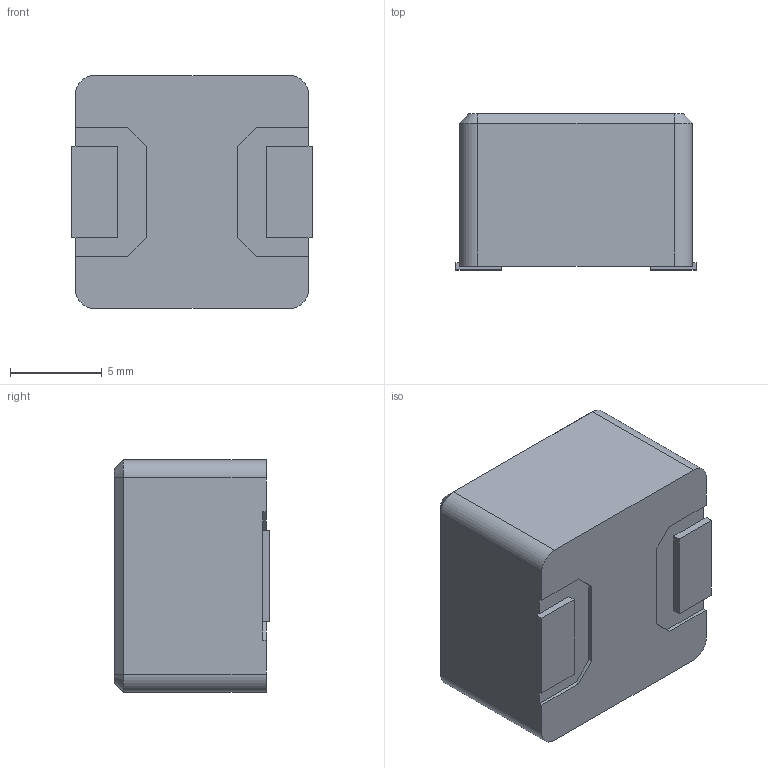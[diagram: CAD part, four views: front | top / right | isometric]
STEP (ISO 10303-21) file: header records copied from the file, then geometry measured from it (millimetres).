
FILE_DESCRIPTION (( 'STEP AP214' ), '1' );
FILE_NAME ('srr1208.STEP', '2019-04-06T12:38:58', ( '' ), ( '' ), 'SwSTEP 2.0', 'SolidWorks 2018', '' );
FILE_SCHEMA (( 'AUTOMOTIVE_DESIGN' ));
Length unit declared in the file: millimetre
Products named in the file (1): srr1208
Bounding box: 13.1 x 8.5 x 12.7 mm (x, y, z)
Volume: 1312.4 mm3; surface area: 759.5 mm2
Topology: 1 solids, 1 shells, 70 faces, 173 edges, 107 vertices
Faces by surface type: plane 36, cylinder 17, torus 13, cone 4
Entity records: 2540 total; most frequent: CARTESIAN_POINT 391, DIRECTION 363, ORIENTED_EDGE 346, EDGE_CURVE 173, AXIS2_PLACEMENT_3D 127, VECTOR 109, LINE 109, VERTEX_POINT 107
